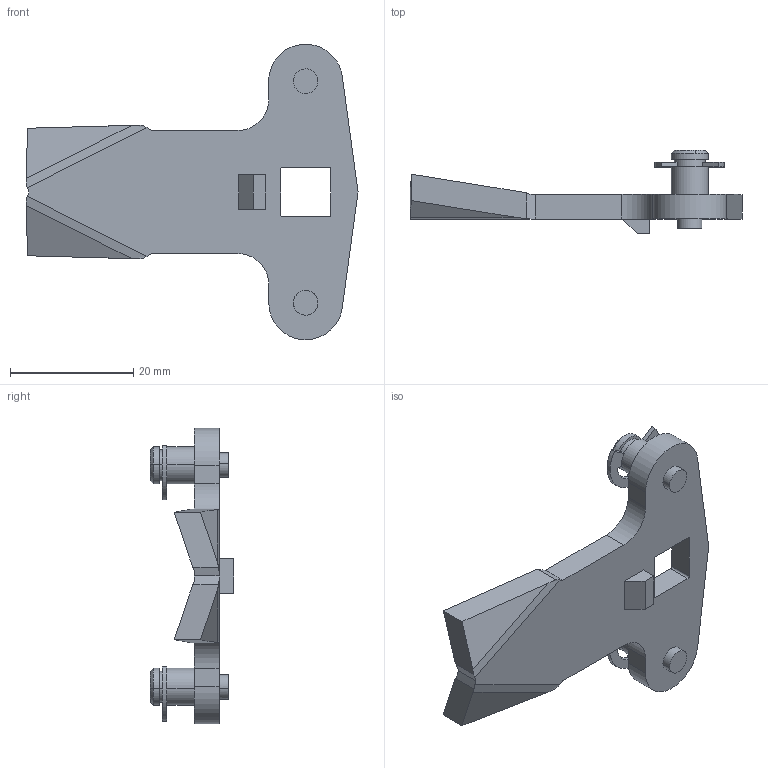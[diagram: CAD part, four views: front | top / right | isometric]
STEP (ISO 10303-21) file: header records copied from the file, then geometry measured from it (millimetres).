
FILE_DESCRIPTION((''),'2;1');
FILE_NAME('','2006-10-31T08:06:50',(''),(''),'','CADfix','');
FILE_SCHEMA(('AUTOMOTIVE_DESIGN'));
Length unit declared in the file: millimetre
Products named in the file (3): retainer; cam; TEO_1000_U26_31813_36
Assembly tree (3 placements, depth 2):
  TEO_1000_U26_31813_36
    retainer  x2
    cam
Bounding box: 53.94 x 13.6 x 48 mm (x, y, z)
Volume: 5917.1 mm3; surface area: 4244 mm2
Topology: 3 solids, 3 shells, 100 faces, 286 edges, 202 vertices
Faces by surface type: bspline 100
Entity records: 2929 total; most frequent: CARTESIAN_POINT 1453, ORIENTED_EDGE 500, EDGE_CURVE 250, VERTEX_POINT 178, QUASI_UNIFORM_CURVE 132, EDGE_LOOP 98, FACE_OUTER_BOUND 86, ADVANCED_FACE 86
